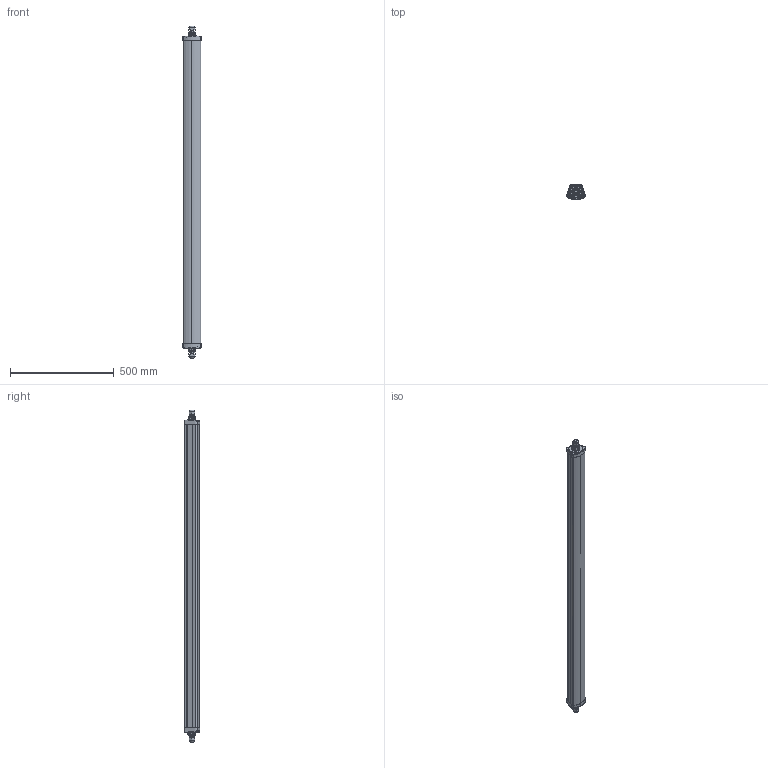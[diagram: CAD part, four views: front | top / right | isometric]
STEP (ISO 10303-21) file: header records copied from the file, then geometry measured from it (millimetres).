
FILE_DESCRIPTION (( 'STEP AP214' ), '1' );
FILE_NAME ('DP_FLEX_IP66_5ft.STEP', '2024-11-19T13:53:55', ( '' ), ( '' ), 'SwSTEP 2.0', 'SolidWorks 2022', '' );
FILE_SCHEMA (( 'AUTOMOTIVE_DESIGN' ));
Length unit declared in the file: millimetre
Products named in the file (1): DP_FLEX_IP66_5ft
Bounding box: 87.81 x 72.56 x 1596.26 mm (x, y, z)
Volume: 568153.4 mm3; surface area: 860425.5 mm2
Topology: 8 solids, 8 shells, 720 faces, 2272 edges, 1572 vertices
Faces by surface type: bspline 250, plane 208, cylinder 142, sphere 50, torus 40, cone 30
Full cylindrical faces by diameter (mm): 19.095 x2, 24.758 x2, 25.6 x2, 53.5 x2, 65.6 x2, 68 x2
Entity records: 58806 total; most frequent: CARTESIAN_POINT 34434, ORIENTED_EDGE 4456, EDGE_CURVE 2228, DIRECTION 1868, VERTEX_POINT 1562, B_SPLINE_CURVE_WITH_KNOTS 1472, EDGE_LOOP 762, FACE_OUTER_BOUND 734
